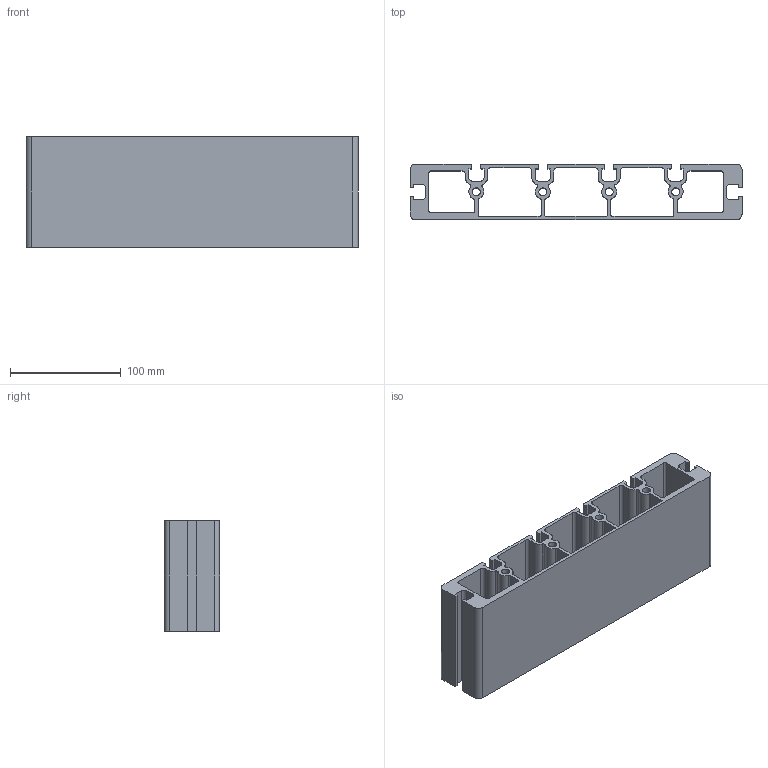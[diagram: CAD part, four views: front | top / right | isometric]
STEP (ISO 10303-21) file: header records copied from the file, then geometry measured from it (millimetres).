
FILE_DESCRIPTION(/* description */ ('PROF.ALL. 300X50 6C '),/* implementation_level */ '2;1');
FILE_NAME(/* name */ 'BPRDD0000447.stp',/* time_stamp */ '2017-07-13T18:17:24+02:00',/* author */ ('fzagni'),/* organization */ (''),/* preprocessor_version */ 'ST-DEVELOPER v16.1',/* originating_system */ 'Autodesk Inventor 2016',/* authorisation */ '');
FILE_SCHEMA (('AUTOMOTIVE_DESIGN { 1 0 10303 214 3 1 1 }'));
Length unit declared in the file: millimetre
Products named in the file (1): BPRDD0000447
Bounding box: 300 x 50 x 100 mm (x, y, z)
Volume: 444405.5 mm3; surface area: 197314.1 mm2
Topology: 1 solids, 1 shells, 178 faces, 528 edges, 352 vertices
Faces by surface type: cylinder 96, plane 82
Full cylindrical faces by diameter (mm): 7.2 x1, 7.3 x3
Entity records: 6064 total; most frequent: DIRECTION 1074, CARTESIAN_POINT 1055, ORIENTED_EDGE 1048, EDGE_CURVE 524, AXIS2_PLACEMENT_3D 371, VERTEX_POINT 352, LINE 332, VECTOR 332
